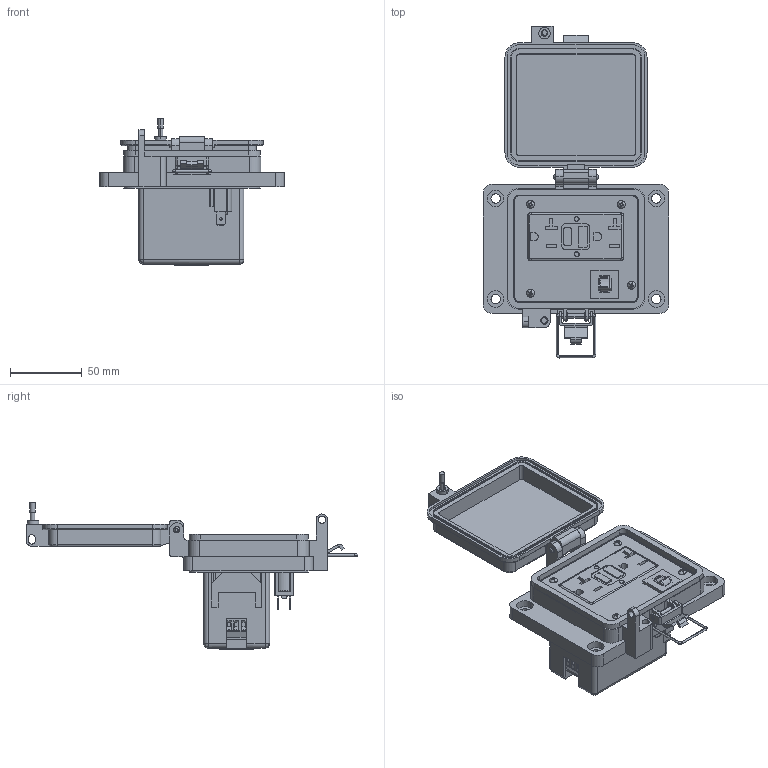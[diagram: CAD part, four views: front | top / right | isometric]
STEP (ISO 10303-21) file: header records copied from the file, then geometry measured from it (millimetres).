
FILE_DESCRIPTION (( 'STEP AP203' ), '1' );
FILE_NAME ('H-RF15-K2_3D.STEP', '2018-11-16T16:08:03', ( '' ), ( '' ), 'SwSTEP 2.0', 'SolidWorks 2018', '' );
FILE_SCHEMA (( 'CONFIG_CONTROL_DESIGN' ));
Length unit declared in the file: millimetre
Products named in the file (12): -K2; Z-000-4243316TFP; H-RF15-K2_3D; H-RF15-K2_TP060_1; Z-200-OTLT-RIOF_RF; Z-200-OTLT-GFIH-1_sheared; RF; Z-CB-SM; CBX; H-RF15-K2_BP180_1; Z-H-K2_B; H-RF15-K2_FP060_1
Assembly tree (14 placements, depth 3):
  H-RF15-K2_3D
    H-RF15-K2_BP180_1
    H-RF15-K2_FP060_1
    Z-000-4243316TFP  x4
    H-RF15-K2_TP060_1
    RF
      Z-200-OTLT-RIOF_RF
      Z-200-OTLT-GFIH-1_sheared
    CBX
      Z-CB-SM
    -K2
      Z-H-K2_B
Bounding box: 129 x 231.28 x 102.7 mm (x, y, z)
Volume: 288876.8 mm3; surface area: 175327.4 mm2
Topology: 35 solids, 35 shells, 2252 faces, 6126 edges, 4032 vertices
Faces by surface type: plane 1352, cylinder 632, bspline 159, cone 59, torus 30, sphere 20
Entity records: 68306 total; most frequent: CARTESIAN_POINT 14290, ORIENTED_EDGE 11244, DIRECTION 10540, EDGE_CURVE 5622, LINE 3912, VECTOR 3912, VERTEX_POINT 3702, AXIS2_PLACEMENT_3D 3314
